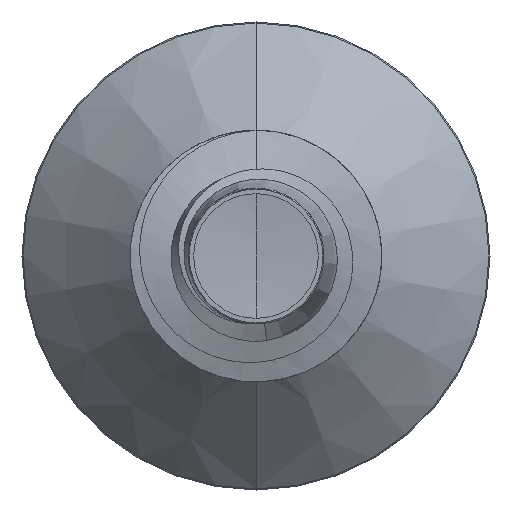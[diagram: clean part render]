
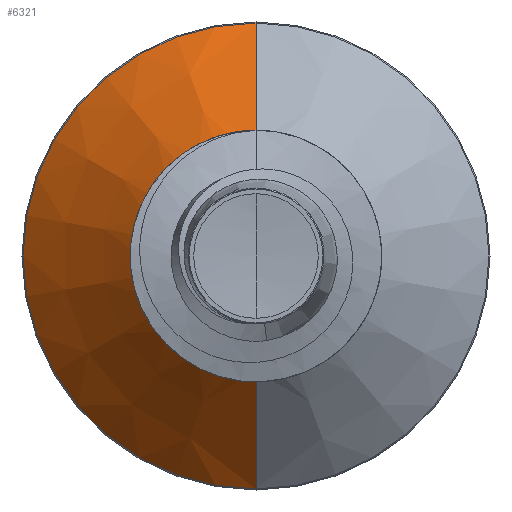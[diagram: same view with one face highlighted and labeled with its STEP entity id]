
A CAD part, front view. The second image highlights one B-rep face of the part: STEP entity #6321.
In plain terms, the highlighted conical face has half-angle 45 degrees and reference radius 2.301 mm.
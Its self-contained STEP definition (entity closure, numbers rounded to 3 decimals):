
#671 = ORIENTED_EDGE ( 'NONE', *, *, #12353, .F. ) ;
#830 = CIRCLE ( 'NONE', #13517, 2.301 ) ;
#1373 = EDGE_CURVE ( 'NONE', #10900, #1917, #830, .T. ) ;
#1524 = LINE ( 'NONE', #4992, #10834 ) ;
#1917 = VERTEX_POINT ( 'NONE', #5201 ) ;
#1982 = DIRECTION ( 'NONE',  ( 0., 0., 1. ) ) ;
#2028 = DIRECTION ( 'NONE',  ( 0., 1., 0. ) ) ;
#2036 = CARTESIAN_POINT ( 'NONE',  ( 0., 10.228, 0. ) ) ;
#3332 = CARTESIAN_POINT ( 'NONE',  ( 0., 10.228, -4.628 ) ) ;
#4913 = DIRECTION ( 'NONE',  ( 0., 0.707, -0.707 ) ) ;
#4992 = CARTESIAN_POINT ( 'NONE',  ( 0., 7.901, -2.301 ) ) ;
#5201 = CARTESIAN_POINT ( 'NONE',  ( 0., 7.901, 2.301 ) ) ;
#5431 = CARTESIAN_POINT ( 'NONE',  ( 0., 10.228, 4.628 ) ) ;
#5449 = CARTESIAN_POINT ( 'NONE',  ( 0., 7.901, -2.301 ) ) ;
#5875 = LINE ( 'NONE', #6008, #11135 ) ;
#6008 = CARTESIAN_POINT ( 'NONE',  ( 0., 7.901, 2.301 ) ) ;
#6311 = DIRECTION ( 'NONE',  ( 0., 0.707, 0.707 ) ) ;
#6321 = ADVANCED_FACE ( 'NONE', ( #10329 ), #11903, .T. ) ;
#8100 = ORIENTED_EDGE ( 'NONE', *, *, #11372, .F. ) ;
#8474 = VERTEX_POINT ( 'NONE', #3332 ) ;
#8831 = EDGE_LOOP ( 'NONE', ( #8100, #10741, #12382, #671 ) ) ;
#9140 = CARTESIAN_POINT ( 'NONE',  ( 0., 7.901, 0. ) ) ;
#9327 = DIRECTION ( 'NONE',  ( 0., 1., 0. ) ) ;
#9352 = DIRECTION ( 'NONE',  ( 0., 0., 1. ) ) ;
#10329 = FACE_OUTER_BOUND ( 'NONE', #8831, .T. ) ;
#10741 = ORIENTED_EDGE ( 'NONE', *, *, #1373, .T. ) ;
#10763 = DIRECTION ( 'NONE',  ( 0., 0., 1. ) ) ;
#10770 = DIRECTION ( 'NONE',  ( 0., 1., 0. ) ) ;
#10780 = CARTESIAN_POINT ( 'NONE',  ( 0., 7.901, 0. ) ) ;
#10832 = VERTEX_POINT ( 'NONE', #5431 ) ;
#10834 = VECTOR ( 'NONE', #4913, 1000. ) ;
#10900 = VERTEX_POINT ( 'NONE', #5449 ) ;
#11135 = VECTOR ( 'NONE', #6311, 1000. ) ;
#11372 = EDGE_CURVE ( 'NONE', #10900, #8474, #1524, .T. ) ;
#11744 = AXIS2_PLACEMENT_3D ( 'NONE', #9140, #9327, #9352 ) ;
#11903 = CONICAL_SURFACE ( 'NONE', #11744, 2.301, 0.785 ) ;
#12223 = EDGE_CURVE ( 'NONE', #1917, #10832, #5875, .T. ) ;
#12353 = EDGE_CURVE ( 'NONE', #8474, #10832, #13419, .T. ) ;
#12382 = ORIENTED_EDGE ( 'NONE', *, *, #12223, .T. ) ;
#12680 = AXIS2_PLACEMENT_3D ( 'NONE', #2036, #2028, #1982 ) ;
#13419 = CIRCLE ( 'NONE', #12680, 4.628 ) ;
#13517 = AXIS2_PLACEMENT_3D ( 'NONE', #10780, #10770, #10763 ) ;
